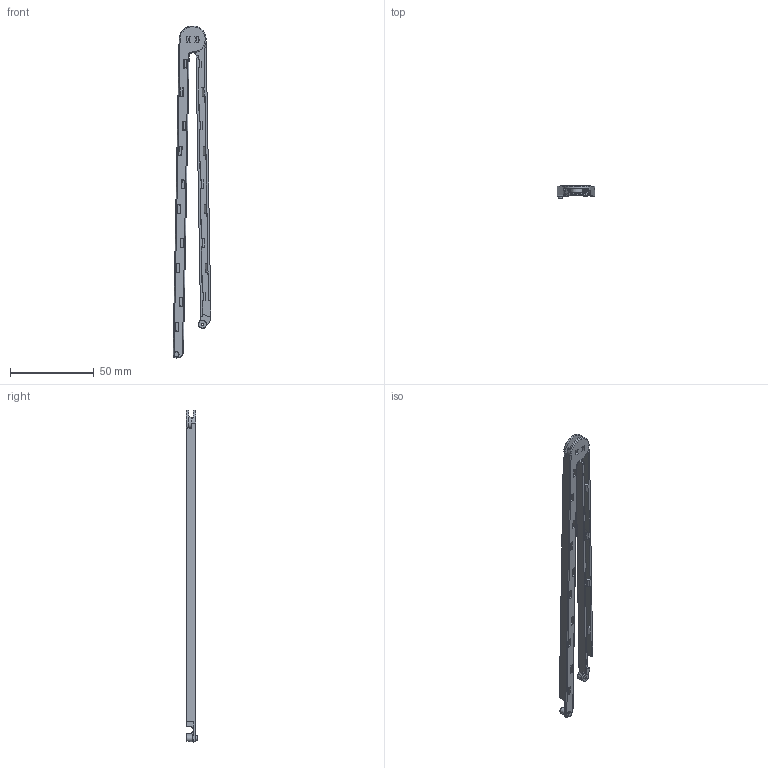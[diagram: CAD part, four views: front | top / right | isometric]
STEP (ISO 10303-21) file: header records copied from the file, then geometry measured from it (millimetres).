
FILE_DESCRIPTION(/* description */ (''),/* implementation_level */ '2;1');
FILE_NAME(/* name */ 'wire guide.stp',/* time_stamp */ '2020-06-01T11:07:18+08:00',/* author */ (''),/* organization */ (''),/* preprocessor_version */ 'ST-DEVELOPER v15',/* originating_system */ 'SIEMENS PLM Software NX 9.0',/* authorisation */ '');
FILE_SCHEMA (('AP203_CONFIGURATION_CONTROLLED_3D_DESIGN_OF_MECHANICAL_PARTS_AND_ASSEMBLIES_MIM_LF { 1 0 10303 403 2 1 2}'));
Length unit declared in the file: millimetre
Products named in the file (1): user28E41D6785xs
Bounding box: 22.54 x 7.1 x 198.06 mm (x, y, z)
Volume: 7289.2 mm3; surface area: 12589.8 mm2
Topology: 2 solids, 2 shells, 307 faces, 939 edges, 621 vertices
Faces by surface type: plane 245, cone 33, cylinder 19, torus 5, bspline 4, sphere 1
Entity records: 10854 total; most frequent: CARTESIAN_POINT 2425, ORIENTED_EDGE 1842, DIRECTION 1570, EDGE_CURVE 921, LINE 742, VECTOR 742, VERTEX_POINT 613, AXIS2_PLACEMENT_3D 414
